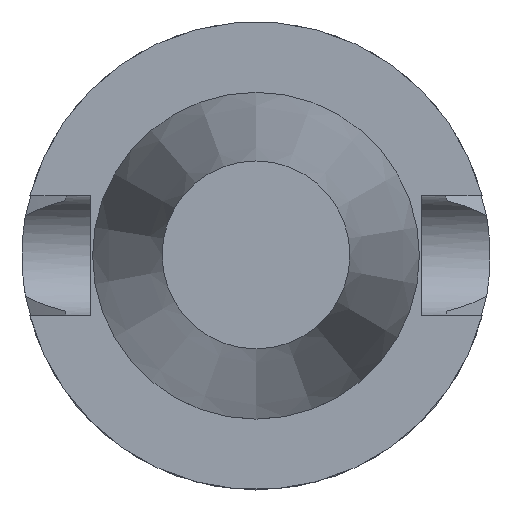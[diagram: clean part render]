
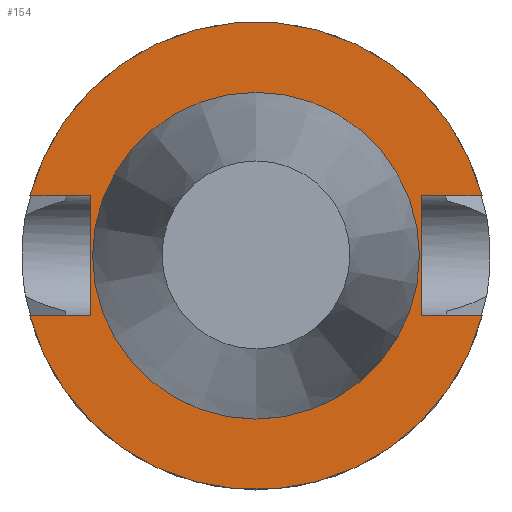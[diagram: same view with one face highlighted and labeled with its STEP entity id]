
A CAD part, top view. The second image highlights one B-rep face of the part: STEP entity #154.
In plain terms, the highlighted planar face has unit normal (0, 0, 1).
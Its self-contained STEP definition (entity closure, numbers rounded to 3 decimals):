
#116=EDGE_CURVE('240[2]',#344,#344,#345,.T.);
#131=EDGE_CURVE('240[2]',#369,#370,#371,.T.);
#141=EDGE_CURVE('240[2]',#384,#385,#386,.T.);
#154=ADVANCED_FACE('240[2]',(#404,#405),#406,.T.);
#194=EDGE_CURVE('240[2]',#463,#384,#464,.T.);
#200=EDGE_CURVE('240[2]',#385,#425,#472,.T.);
#246=EDGE_CURVE('240[2]',#534,#463,#535,.T.);
#259=EDGE_CURVE('240[2]',#555,#369,#556,.T.);
#261=EDGE_CURVE('240[2]',#370,#534,#558,.T.);
#317=EDGE_CURVE('240[2]',#425,#555,#626,.T.);
#344=VERTEX_POINT('',#647);
#345=CIRCLE('',#648,34.925);
#369=VERTEX_POINT('',#763);
#370=VERTEX_POINT('',#764);
#371=LINE('',#765,#766);
#384=VERTEX_POINT('',#793);
#385=VERTEX_POINT('',#794);
#386=LINE('',#795,#796);
#404=FACE_OUTER_BOUND('',#820,.T.);
#405=FACE_BOUND('',#821,.T.);
#406=PLANE('',#822);
#425=VERTEX_POINT('',#857);
#463=VERTEX_POINT('',#910);
#464=LINE('',#911,#912);
#472=LINE('',#989,#990);
#534=VERTEX_POINT('',#1112);
#535=CIRCLE('',#1113,50.);
#555=VERTEX_POINT('',#1139);
#556=LINE('',#1140,#1141);
#558=LINE('',#1144,#1145);
#626=CIRCLE('',#1308,50.);
#647=CARTESIAN_POINT('',(0.,34.925,-1.5));
#648=AXIS2_PLACEMENT_3D('',#1328,#1329,#1330);
#763=CARTESIAN_POINT('',(-35.4,12.85,-1.5));
#764=CARTESIAN_POINT('',(-35.4,-12.85,-1.5));
#765=CARTESIAN_POINT('',(-35.4,14.806,-1.5));
#766=VECTOR('',#1347,1.0);
#793=CARTESIAN_POINT('',(35.4,-12.85,-1.5));
#794=CARTESIAN_POINT('',(35.4,12.85,-1.5));
#795=CARTESIAN_POINT('',(35.4,21.231,-1.5));
#796=VECTOR('',#1363,1.0);
#820=EDGE_LOOP('',(#1388,#1389,#1390,#1391,#1392,#1393,#1394,#1395));
#821=EDGE_LOOP('',(#1396));
#822=AXIS2_PLACEMENT_3D('',#1397,#1398,#1399);
#857=CARTESIAN_POINT('',(48.321,12.85,-1.5));
#910=CARTESIAN_POINT('',(48.321,-12.85,-1.5));
#911=CARTESIAN_POINT('',(17.7,-12.85,-1.5));
#912=VECTOR('',#1465,1.0);
#989=CARTESIAN_POINT('',(17.7,12.85,-1.5));
#990=VECTOR('',#1467,1.0);
#1112=CARTESIAN_POINT('',(-48.321,-12.85,-1.5));
#1113=AXIS2_PLACEMENT_3D('',#1531,#1532,#1533);
#1139=CARTESIAN_POINT('',(-48.321,12.85,-1.5));
#1140=CARTESIAN_POINT('',(-17.7,12.85,-1.5));
#1141=VECTOR('',#1555,1.0);
#1144=CARTESIAN_POINT('',(-17.7,-12.85,-1.5));
#1145=VECTOR('',#1556,1.0);
#1308=AXIS2_PLACEMENT_3D('',#1639,#1640,#1641);
#1328=CARTESIAN_POINT('',(0.,0.,-1.5));
#1329=DIRECTION('',(0.,0.,1.0));
#1330=DIRECTION('',(0.,1.0,0.));
#1347=DIRECTION('',(-0.0,-1.0,0.));
#1363=DIRECTION('',(-0.0,1.0,0.));
#1388=ORIENTED_EDGE('',*,*,#261,.T.);
#1389=ORIENTED_EDGE('',*,*,#246,.T.);
#1390=ORIENTED_EDGE('',*,*,#194,.T.);
#1391=ORIENTED_EDGE('',*,*,#141,.T.);
#1392=ORIENTED_EDGE('',*,*,#200,.T.);
#1393=ORIENTED_EDGE('',*,*,#317,.T.);
#1394=ORIENTED_EDGE('',*,*,#259,.T.);
#1395=ORIENTED_EDGE('',*,*,#131,.T.);
#1396=ORIENTED_EDGE('',*,*,#116,.F.);
#1397=CARTESIAN_POINT('',(0.,42.463,-1.5));
#1398=DIRECTION('',(0.,0.,1.0));
#1399=DIRECTION('',(1.0,0.,0.0));
#1465=DIRECTION('',(-1.0,0.0,0.));
#1467=DIRECTION('',(1.0,0.0,0.));
#1531=CARTESIAN_POINT('',(0.,0.,-1.5));
#1532=DIRECTION('',(0.,0.,1.0));
#1533=DIRECTION('',(0.,1.0,0.));
#1555=DIRECTION('',(1.0,0.0,0.));
#1556=DIRECTION('',(-1.0,0.0,0.));
#1639=CARTESIAN_POINT('',(0.,0.,-1.5));
#1640=DIRECTION('',(0.,0.,1.0));
#1641=DIRECTION('',(0.,1.0,0.));
